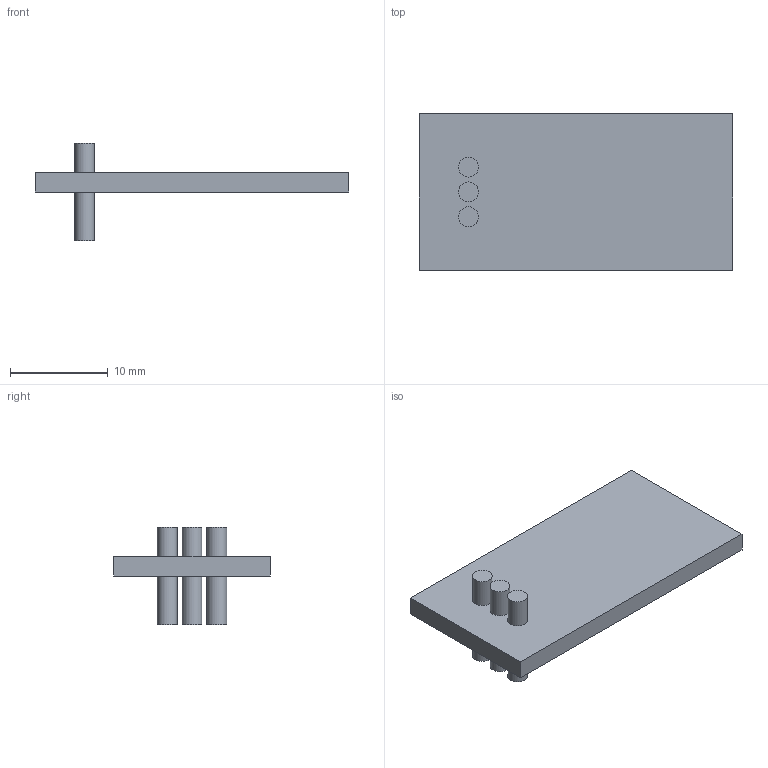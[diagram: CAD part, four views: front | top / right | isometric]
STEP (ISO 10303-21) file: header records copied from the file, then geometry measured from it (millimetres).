
FILE_DESCRIPTION(('FreeCAD Model'),'2;1');
FILE_NAME('Open CASCADE Shape Model','2022-06-01T20:16:46',('Author'),( ''),'Open CASCADE STEP processor 7.5','FreeCAD','Unknown');
FILE_SCHEMA(('AUTOMOTIVE_DESIGN { 1 0 10303 214 1 1 1 1 }'));
Length unit declared in the file: millimetre
Products named in the file (5): Unnamed; Body003; Body; Body001; Body002
Assembly tree (4 placements, depth 2):
  Unnamed
    Body003
    Body
    Body001
    Body002
Bounding box: 32 x 16 x 10 mm (x, y, z)
Volume: 1101.8 mm3; surface area: 1445.8 mm2
Topology: 4 solids, 4 shells, 18 faces, 30 edges, 20 vertices
Faces by surface type: plane 12, cylinder 6
Full cylindrical faces by diameter (mm): 2.032 x6
Entity records: 965 total; most frequent: CARTESIAN_POINT 169, DIRECTION 142, LINE 66, VECTOR 66, ORIENTED_EDGE 60, PCURVE 60, DEFINITIONAL_REPRESENTATION 60, AXIS2_PLACEMENT_3D 35
